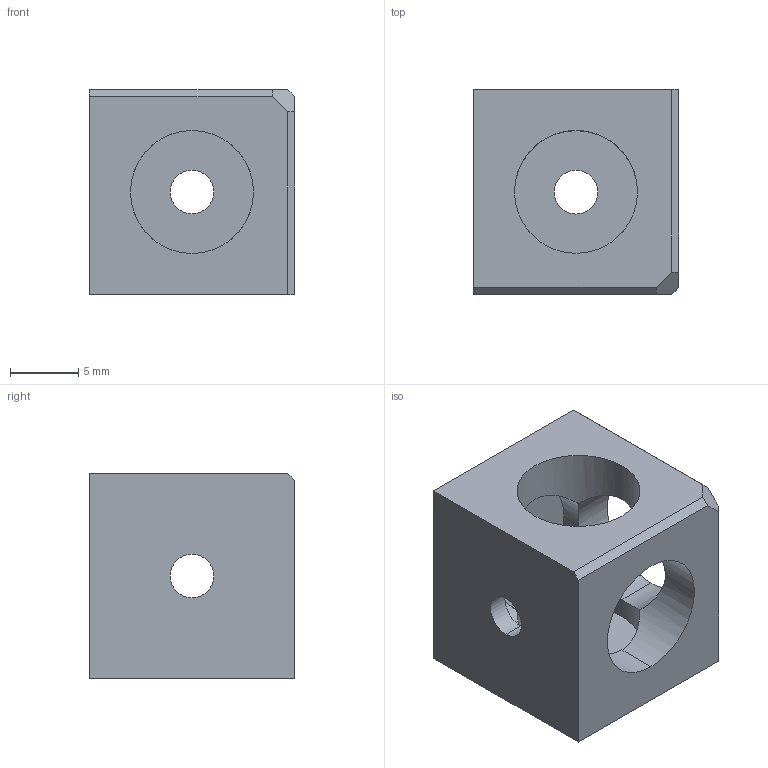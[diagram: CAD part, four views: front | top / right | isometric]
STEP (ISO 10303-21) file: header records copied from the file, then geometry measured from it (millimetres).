
FILE_DESCRIPTION (( 'STEP AP203' ), '1' );
FILE_NAME ('REV-41-1562.STEP', '2018-05-21T15:51:26', ( '' ), ( '' ), 'SwSTEP 2.0', 'SolidWorks 2017', '' );
FILE_SCHEMA (( 'CONFIG_CONTROL_DESIGN' ));
Length unit declared in the file: millimetre
Products named in the file (1): REV-41-1562
Bounding box: 15 x 15 x 15 mm (x, y, z)
Volume: 1786.7 mm3; surface area: 1789.9 mm2
Topology: 1 solids, 1 shells, 31 faces, 86 edges, 56 vertices
Faces by surface type: cylinder 18, plane 13
Entity records: 1089 total; most frequent: CARTESIAN_POINT 234, ORIENTED_EDGE 172, DIRECTION 154, EDGE_CURVE 86, VERTEX_POINT 56, AXIS2_PLACEMENT_3D 56, VECTOR 42, LINE 42
